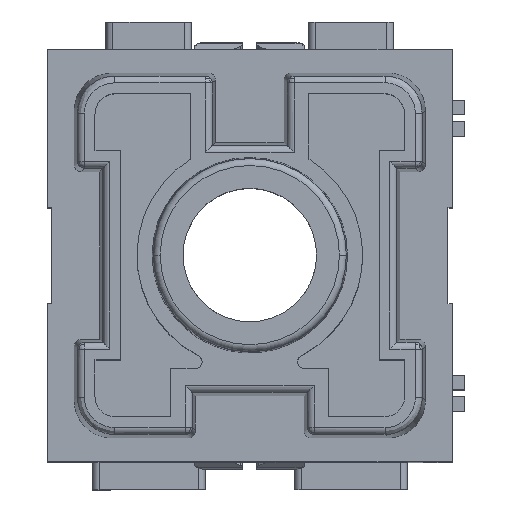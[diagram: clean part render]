
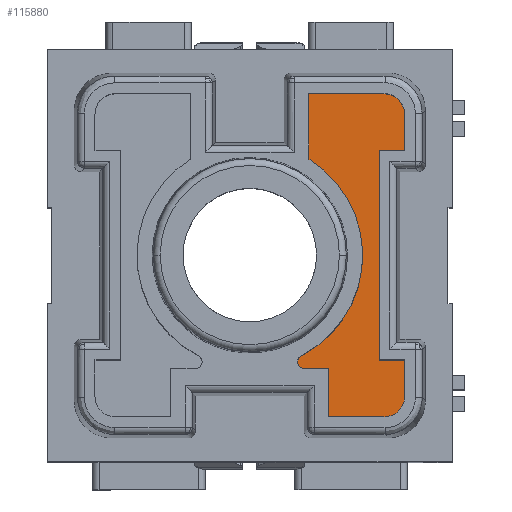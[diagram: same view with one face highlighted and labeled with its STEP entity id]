
A CAD part, top view. The second image highlights one B-rep face of the part: STEP entity #115880.
In plain terms, the highlighted face is planar.
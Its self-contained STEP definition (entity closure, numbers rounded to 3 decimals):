
#66370=CARTESIAN_POINT('',(38.827,57.757,
-4.876));
#66380=DIRECTION('',(0.,-1.,0.));
#66390=DIRECTION('',(-1.,0.,0.));
#66400=AXIS2_PLACEMENT_3D('',#66370,#66380,#66390);
#66410=PLANE('',#66400);
#114700=CARTESIAN_POINT('',(55.541,57.757,
-24.6));
#114710=DIRECTION('',(1.,0.,0.));
#114720=VECTOR('',#114710,1.);
#114730=LINE('',#114700,#114720);
#114740=CARTESIAN_POINT('',(30.098,57.757,-24.6
));
#114750=VERTEX_POINT('',#114740);
#114760=CARTESIAN_POINT('',(31.948,57.757,-24.6
));
#114770=VERTEX_POINT('',#114760);
#114780=EDGE_CURVE('',#114750,#114770,#114730,.T.);
#114790=ORIENTED_EDGE('',*,*,#114780,.F.);
#114800=CARTESIAN_POINT('',(31.948,57.757,-29.441)
);
#114810=DIRECTION('',(0.,0.,1.));
#114820=VECTOR('',#114810,1.);
#114830=LINE('',#114800,#114820);
#114840=CARTESIAN_POINT('',(31.948,57.757,-9.4
));
#114850=VERTEX_POINT('',#114840);
#114860=EDGE_CURVE('',#114770,#114850,#114830,.T.);
#114870=ORIENTED_EDGE('',*,*,#114860,.F.);
#114880=CARTESIAN_POINT('',(55.541,57.757,
-9.4));
#114890=DIRECTION('',(-1.,0.,0.));
#114900=VECTOR('',#114890,1.);
#114910=LINE('',#114880,#114900);
#114920=CARTESIAN_POINT('',(30.098,57.757,-9.4
));
#114930=VERTEX_POINT('',#114920);
#114940=EDGE_CURVE('',#114850,#114930,#114910,.T.);
#114950=ORIENTED_EDGE('',*,*,#114940,.F.);
#114960=CARTESIAN_POINT('',(30.098,57.757,-29.441)
);
#114970=DIRECTION('',(0.,0.,1.));
#114980=VECTOR('',#114970,1.);
#114990=LINE('',#114960,#114980);
#115000=CARTESIAN_POINT('',(30.098,57.757,-6.75
));
#115010=VERTEX_POINT('',#115000);
#115020=EDGE_CURVE('',#114930,#115010,#114990,.T.);
#115030=ORIENTED_EDGE('',*,*,#115020,.F.);
#115040=CARTESIAN_POINT('',(31.598,57.757,-6.75
));
#115050=DIRECTION('',(0.,1.,0.));
#115060=DIRECTION('',(0.,0.,1.));
#115070=AXIS2_PLACEMENT_3D('',#115040,#115050,#115060);
#115080=CIRCLE('',#115070,1.5);
#115090=CARTESIAN_POINT('',(31.598,57.757,-5.25
));
#115100=VERTEX_POINT('',#115090);
#115110=EDGE_CURVE('',#115010,#115100,#115080,.T.);
#115120=ORIENTED_EDGE('',*,*,#115110,.F.);
#115130=CARTESIAN_POINT('',(55.541,57.757,-5.25)
);
#115140=DIRECTION('',(1.,0.,0.));
#115150=VECTOR('',#115140,1.);
#115160=LINE('',#115130,#115150);
#115170=CARTESIAN_POINT('',(35.598,57.757,-5.25
));
#115180=VERTEX_POINT('',#115170);
#115190=EDGE_CURVE('',#115100,#115180,#115160,.T.);
#115200=ORIENTED_EDGE('',*,*,#115190,.F.);
#115210=CARTESIAN_POINT('',(35.598,57.757,-29.441)
);
#115220=DIRECTION('',(0.,0.,-1.));
#115230=VECTOR('',#115220,1.);
#115240=LINE('',#115210,#115230);
#115250=CARTESIAN_POINT('',(35.598,57.757,-8.758
));
#115260=VERTEX_POINT('',#115250);
#115270=EDGE_CURVE('',#115180,#115260,#115240,.T.);
#115280=ORIENTED_EDGE('',*,*,#115270,.F.);
#115290=CARTESIAN_POINT('',(55.541,57.757,
-8.758));
#115300=DIRECTION('',(1.,0.,0.));
#115310=VECTOR('',#115300,1.);
#115320=LINE('',#115290,#115310);
#115330=CARTESIAN_POINT('',(37.379,57.757,
-8.758));
#115340=VERTEX_POINT('',#115330);
#115350=EDGE_CURVE('',#115260,#115340,#115320,.T.);
#115360=ORIENTED_EDGE('',*,*,#115350,.F.);
#115370=CARTESIAN_POINT('',(37.379,57.757,
-9.258));
#115380=DIRECTION('',(0.,-1.,0.));
#115390=DIRECTION('',(1.,0.,0.));
#115400=AXIS2_PLACEMENT_3D('',#115370,#115380,#115390);
#115410=CIRCLE('',#115400,0.5);
#115420=CARTESIAN_POINT('',(37.607,57.757,
-9.703));
#115430=VERTEX_POINT('',#115420);
#115440=EDGE_CURVE('',#115430,#115340,#115410,.T.);
#115450=ORIENTED_EDGE('',*,*,#115440,.T.);
#115460=CARTESIAN_POINT('',(41.348,57.757,-17.
));
#115470=DIRECTION('',(0.,1.,0.));
#115480=DIRECTION('',(-1.,0.,0.));
#115490=AXIS2_PLACEMENT_3D('',#115460,#115470,#115480);
#115500=CIRCLE('',#115490,8.2);
#115510=CARTESIAN_POINT('',(37.048,57.757,-23.982
));
#115520=VERTEX_POINT('',#115510);
#115530=EDGE_CURVE('',#115520,#115430,#115500,.T.);
#115540=ORIENTED_EDGE('',*,*,#115530,.T.);
#115550=CARTESIAN_POINT('',(37.048,57.757,-29.441)
);
#115560=DIRECTION('',(0.,0.,-1.));
#115570=VECTOR('',#115560,1.);
#115580=LINE('',#115550,#115570);
#115590=CARTESIAN_POINT('',(37.048,57.757,-28.75
));
#115600=VERTEX_POINT('',#115590);
#115610=EDGE_CURVE('',#115520,#115600,#115580,.T.);
#115620=ORIENTED_EDGE('',*,*,#115610,.F.);
#115630=CARTESIAN_POINT('',(55.541,57.757,
-28.75));
#115640=DIRECTION('',(-1.,0.,0.));
#115650=VECTOR('',#115640,1.);
#115660=LINE('',#115630,#115650);
#115670=CARTESIAN_POINT('',(31.598,57.757,-28.75
));
#115680=VERTEX_POINT('',#115670);
#115690=EDGE_CURVE('',#115600,#115680,#115660,.T.);
#115700=ORIENTED_EDGE('',*,*,#115690,.F.);
#115710=CARTESIAN_POINT('',(31.598,57.757,-27.25
));
#115720=DIRECTION('',(0.,-1.,0.));
#115730=DIRECTION('',(0.,0.,-1.));
#115740=AXIS2_PLACEMENT_3D('',#115710,#115720,#115730);
#115750=CIRCLE('',#115740,1.5);
#115760=CARTESIAN_POINT('',(30.098,57.757,-27.25
));
#115770=VERTEX_POINT('',#115760);
#115780=EDGE_CURVE('',#115770,#115680,#115750,.T.);
#115790=ORIENTED_EDGE('',*,*,#115780,.T.);
#115800=CARTESIAN_POINT('',(30.098,57.757,-29.441)
);
#115810=DIRECTION('',(0.,0.,1.));
#115820=VECTOR('',#115810,1.);
#115830=LINE('',#115800,#115820);
#115840=EDGE_CURVE('',#115770,#114750,#115830,.T.);
#115850=ORIENTED_EDGE('',*,*,#115840,.F.);
#115860=EDGE_LOOP('',(#115850,#115790,#115700,#115620,#115540,#115450,
#115360,#115280,#115200,#115120,#115030,#114950,#114870,#114790));
#115870=FACE_OUTER_BOUND('',#115860,.T.);
#115880=ADVANCED_FACE('',(#115870),#66410,.T.);
